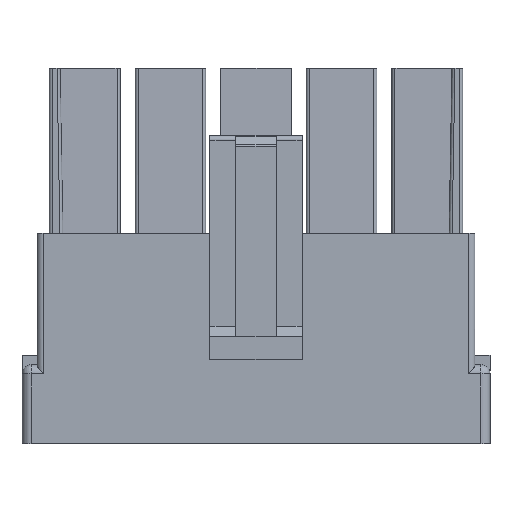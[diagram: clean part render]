
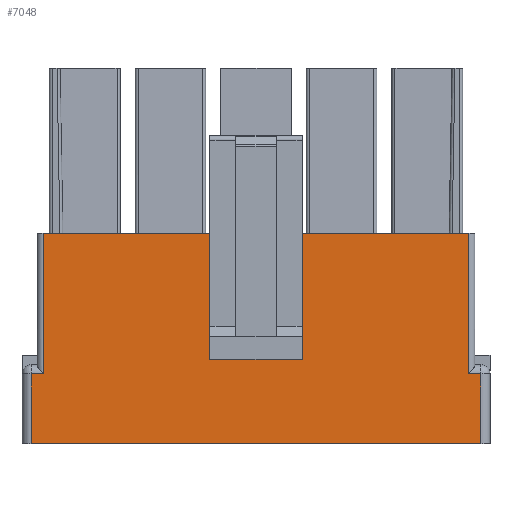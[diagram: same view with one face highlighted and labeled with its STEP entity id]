
A CAD part, top view. The second image highlights one B-rep face of the part: STEP entity #7048.
In plain terms, the highlighted planar face has unit normal (0, 0, 1).
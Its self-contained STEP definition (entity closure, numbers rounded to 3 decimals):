
#1491=ORIENTED_EDGE('',*,*,#2973,.F.);
#1492=ORIENTED_EDGE('',*,*,#2986,.F.);
#1493=ORIENTED_EDGE('',*,*,#2971,.T.);
#1494=ORIENTED_EDGE('',*,*,#2951,.T.);
#1495=ORIENTED_EDGE('',*,*,#2987,.T.);
#1496=ORIENTED_EDGE('',*,*,#2988,.T.);
#1497=ORIENTED_EDGE('',*,*,#2989,.T.);
#1498=ORIENTED_EDGE('',*,*,#2990,.T.);
#1499=ORIENTED_EDGE('',*,*,#2991,.F.);
#1500=ORIENTED_EDGE('',*,*,#2992,.T.);
#1501=ORIENTED_EDGE('',*,*,#2897,.F.);
#1502=ORIENTED_EDGE('',*,*,#2993,.T.);
#1503=ORIENTED_EDGE('',*,*,#2994,.T.);
#1504=ORIENTED_EDGE('',*,*,#2961,.F.);
#1505=ORIENTED_EDGE('',*,*,#2954,.F.);
#1506=ORIENTED_EDGE('',*,*,#2958,.T.);
#2897=EDGE_CURVE('',#3710,#3711,#4532,.T.);
#2951=EDGE_CURVE('',#3756,#3757,#4580,.T.);
#2954=EDGE_CURVE('',#3759,#3760,#4582,.T.);
#2958=EDGE_CURVE('',#3759,#3761,#4584,.T.);
#2961=EDGE_CURVE('',#3760,#3762,#4586,.T.);
#2971=EDGE_CURVE('',#3769,#3756,#4593,.T.);
#2973=EDGE_CURVE('',#3770,#3757,#4594,.T.);
#2986=EDGE_CURVE('',#3769,#3770,#4605,.T.);
#2987=EDGE_CURVE('',#3780,#3781,#4606,.T.);
#2988=EDGE_CURVE('',#3781,#3782,#4607,.T.);
#2989=EDGE_CURVE('',#3782,#3783,#4608,.T.);
#2990=EDGE_CURVE('',#3783,#3784,#4609,.F.);
#2991=EDGE_CURVE('',#3785,#3784,#4610,.T.);
#2992=EDGE_CURVE('',#3785,#3711,#4611,.F.);
#2993=EDGE_CURVE('',#3710,#3780,#4612,.F.);
#2994=EDGE_CURVE('',#3761,#3762,#4613,.T.);
#3710=VERTEX_POINT('',#10879);
#3711=VERTEX_POINT('',#10881);
#3756=VERTEX_POINT('',#10982);
#3757=VERTEX_POINT('',#10986);
#3759=VERTEX_POINT('',#10992);
#3760=VERTEX_POINT('',#10994);
#3761=VERTEX_POINT('',#10999);
#3762=VERTEX_POINT('',#11004);
#3769=VERTEX_POINT('',#11022);
#3770=VERTEX_POINT('',#11027);
#3780=VERTEX_POINT('',#11056);
#3781=VERTEX_POINT('',#11057);
#3782=VERTEX_POINT('',#11059);
#3783=VERTEX_POINT('',#11061);
#3784=VERTEX_POINT('',#11063);
#3785=VERTEX_POINT('',#11065);
#4532=LINE('',#10880,#5435);
#4580=LINE('',#10987,#5483);
#4582=LINE('',#10993,#5485);
#4584=LINE('',#11000,#5487);
#4586=LINE('',#11005,#5489);
#4593=LINE('',#11024,#5496);
#4594=LINE('',#11028,#5497);
#4605=LINE('',#11054,#5508);
#4606=LINE('',#11055,#5509);
#4607=LINE('',#11058,#5510);
#4608=LINE('',#11060,#5511);
#4609=LINE('',#11062,#5512);
#4610=LINE('',#11064,#5513);
#4611=LINE('',#11066,#5514);
#4612=LINE('',#11067,#5515);
#4613=LINE('',#11068,#5516);
#5435=VECTOR('',#8815,1000.);
#5483=VECTOR('',#8887,1000.);
#5485=VECTOR('',#8893,1000.);
#5487=VECTOR('',#8901,1000.);
#5489=VECTOR('',#8907,1000.);
#5496=VECTOR('',#8924,1000.);
#5497=VECTOR('',#8929,1000.);
#5508=VECTOR('',#8952,1000.);
#5509=VECTOR('',#8953,1000.);
#5510=VECTOR('',#8954,1000.);
#5511=VECTOR('',#8955,1000.);
#5512=VECTOR('',#8956,1000.);
#5513=VECTOR('',#8957,1000.);
#5514=VECTOR('',#8958,1000.);
#5515=VECTOR('',#8959,1000.);
#5516=VECTOR('',#8960,1000.);
#5973=EDGE_LOOP('',(#1491,#1492,#1493,#1494));
#5974=EDGE_LOOP('',(#1495,#1496,#1497,#1498,#1499,#1500,#1501,#1502));
#5975=EDGE_LOOP('',(#1503,#1504,#1505,#1506));
#6361=FACE_BOUND('',#5973,.T.);
#6362=FACE_BOUND('',#5974,.T.);
#6363=FACE_BOUND('',#5975,.T.);
#6722=PLANE('',#7493);
#7048=ADVANCED_FACE('',(#6361,#6362,#6363),#6722,.T.);
#7493=AXIS2_PLACEMENT_3D('',#11053,#8950,#8951);
#8815=DIRECTION('',(-1.,0.,0.));
#8887=DIRECTION('',(0.,1.,0.));
#8893=DIRECTION('',(0.,1.,0.));
#8901=DIRECTION('',(-1.,0.,0.));
#8907=DIRECTION('',(-1.,0.,0.));
#8924=DIRECTION('',(-1.,0.,0.));
#8929=DIRECTION('',(-1.,0.,0.));
#8950=DIRECTION('',(0.,0.,1.));
#8951=DIRECTION('',(1.,0.,0.));
#8952=DIRECTION('',(0.,1.,0.));
#8953=DIRECTION('',(-1.,0.,0.));
#8954=DIRECTION('',(0.,1.,0.));
#8955=DIRECTION('',(-1.,0.,0.));
#8956=DIRECTION('',(0.,1.,0.));
#8957=DIRECTION('',(1.,0.,0.));
#8958=DIRECTION('',(0.,1.,0.));
#8959=DIRECTION('',(0.,-1.,0.));
#8960=DIRECTION('',(0.,1.,0.));
#10879=CARTESIAN_POINT('',(14.975,-14.,3.4));
#10880=CARTESIAN_POINT('',(14.575,-14.,3.4));
#10881=CARTESIAN_POINT('',(-14.975,-14.,3.4));
#10982=CARTESIAN_POINT('',(1.425,-3.25,3.4));
#10986=CARTESIAN_POINT('',(1.425,-0.75,3.4));
#10987=CARTESIAN_POINT('',(1.425,-36.012,3.4));
#10992=CARTESIAN_POINT('',(-1.425,-3.25,3.4));
#10993=CARTESIAN_POINT('',(-1.425,-36.012,3.4));
#10994=CARTESIAN_POINT('',(-1.425,-0.75,3.4));
#10999=CARTESIAN_POINT('',(-2.4,-3.25,3.4));
#11000=CARTESIAN_POINT('',(3.075,-3.25,3.4));
#11004=CARTESIAN_POINT('',(-2.4,-0.75,3.4));
#11005=CARTESIAN_POINT('',(3.075,-0.75,3.4));
#11022=CARTESIAN_POINT('',(2.4,-3.25,3.4));
#11024=CARTESIAN_POINT('',(3.075,-3.25,3.4));
#11027=CARTESIAN_POINT('',(2.4,-0.75,3.4));
#11028=CARTESIAN_POINT('',(3.075,-0.75,3.4));
#11053=CARTESIAN_POINT('',(14.575,-14.,3.4));
#11054=CARTESIAN_POINT('',(2.4,-36.012,3.4));
#11055=CARTESIAN_POINT('',(15.575,-9.35,3.4));
#11056=CARTESIAN_POINT('',(14.975,-9.35,3.4));
#11057=CARTESIAN_POINT('',(14.175,-9.35,3.4));
#11058=CARTESIAN_POINT('',(14.175,0.,3.4));
#11059=CARTESIAN_POINT('',(14.175,0.,3.4));
#11060=CARTESIAN_POINT('',(14.575,0.,3.4));
#11061=CARTESIAN_POINT('',(-14.175,0.,3.4));
#11062=CARTESIAN_POINT('',(-14.175,-14.,3.4));
#11063=CARTESIAN_POINT('',(-14.175,-9.35,3.4));
#11064=CARTESIAN_POINT('',(-15.575,-9.35,3.4));
#11065=CARTESIAN_POINT('',(-14.975,-9.35,3.4));
#11066=CARTESIAN_POINT('',(-14.975,-14.,3.4));
#11067=CARTESIAN_POINT('',(14.975,-14.,3.4));
#11068=CARTESIAN_POINT('',(-2.4,-36.012,3.4));
